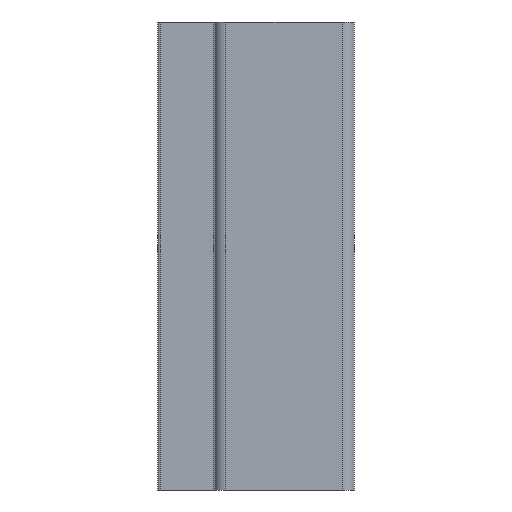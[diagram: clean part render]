
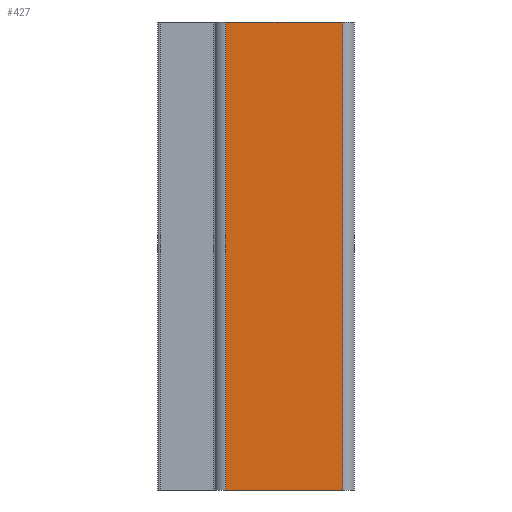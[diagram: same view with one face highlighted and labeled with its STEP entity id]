
A CAD part, left-side view. The second image highlights one B-rep face of the part: STEP entity #427.
In plain terms, the highlighted planar face has unit normal (-1, 0, 0).
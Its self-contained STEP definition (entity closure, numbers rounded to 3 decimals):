
#370=CARTESIAN_POINT('',(-15.,27.5,0.0));
#371=VERTEX_POINT('',#370);
#379=CARTESIAN_POINT('',(-15.,27.5,100.0));
#380=VERTEX_POINT('',#379);
#381=CARTESIAN_POINT('',(-15.,27.5,100.0));
#382=DIRECTION('',(0.0,0.0,-1.0));
#383=VECTOR('',#382,100.0);
#384=LINE('',#381,#383);
#385=EDGE_CURVE('',#380,#371,#384,.T.);
#397=CARTESIAN_POINT('',(-15.,27.5,100.0));
#398=DIRECTION('',(1.0,0.0,0.0));
#399=DIRECTION('',(0.0,-1.0,0.0));
#400=AXIS2_PLACEMENT_3D('',#397,#398,#399);
#401=PLANE('',#400);
#402=ORIENTED_EDGE('',*,*,#385,.T.);
#403=CARTESIAN_POINT('',(-15.,2.5,0.0));
#404=VERTEX_POINT('',#403);
#405=CARTESIAN_POINT('',(-15.,27.5,0.0));
#406=DIRECTION('',(0.0,-1.0,0.0));
#407=VECTOR('',#406,25.);
#408=LINE('',#405,#407);
#409=EDGE_CURVE('',#371,#404,#408,.T.);
#410=ORIENTED_EDGE('',*,*,#409,.T.);
#411=CARTESIAN_POINT('',(-15.,2.5,100.0));
#412=VERTEX_POINT('',#411);
#413=CARTESIAN_POINT('',(-15.,2.5,100.0));
#414=DIRECTION('',(0.0,0.0,-1.0));
#415=VECTOR('',#414,100.0);
#416=LINE('',#413,#415);
#417=EDGE_CURVE('',#412,#404,#416,.T.);
#418=ORIENTED_EDGE('',*,*,#417,.F.);
#419=CARTESIAN_POINT('',(-15.,27.5,100.0));
#420=DIRECTION('',(0.0,-1.0,0.0));
#421=VECTOR('',#420,25.);
#422=LINE('',#419,#421);
#423=EDGE_CURVE('',#380,#412,#422,.T.);
#424=ORIENTED_EDGE('',*,*,#423,.F.);
#425=EDGE_LOOP('',(#402,#410,#418,#424));
#426=FACE_OUTER_BOUND('',#425,.T.);
#427=ADVANCED_FACE('',(#426),#401,.F.);
